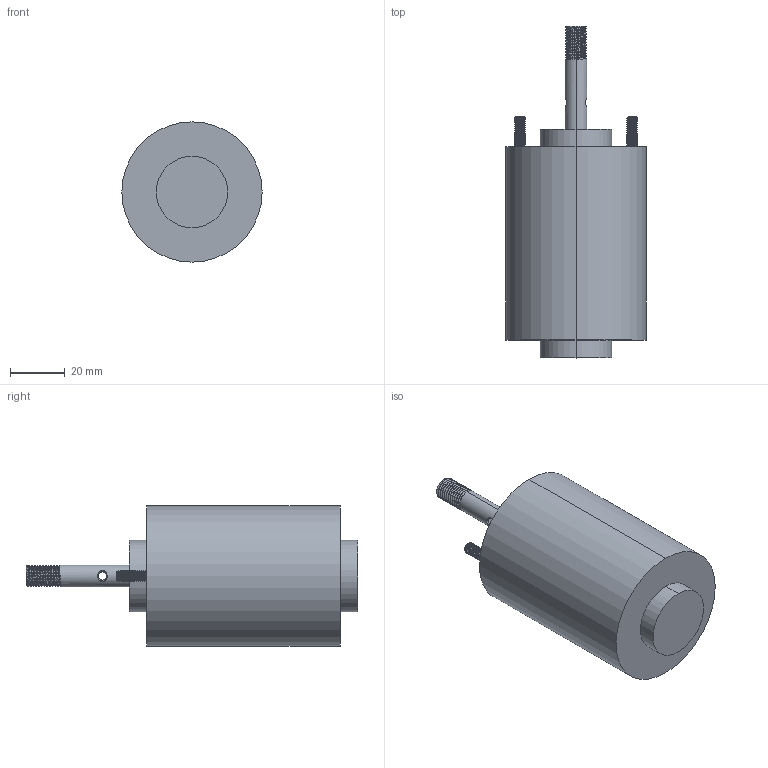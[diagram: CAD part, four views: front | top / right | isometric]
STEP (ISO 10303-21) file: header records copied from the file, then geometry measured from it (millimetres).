
FILE_DESCRIPTION (( 'STEP AP214' ), '1' );
FILE_NAME ('XD-3420_12V-3500RPM_Motor.STEP', '2021-09-29T16:57:37', ( '' ), ( '' ), 'SwSTEP 2.0', 'SolidWorks 2021', '' );
FILE_SCHEMA (( 'AUTOMOTIVE_DESIGN' ));
Length unit declared in the file: millimetre
Products named in the file (1): XD-3420_12V-3500RPM_Motor
Bounding box: 51 x 120.76 x 51 mm (x, y, z)
Volume: 152449.8 mm3; surface area: 17934 mm2
Topology: 1 solids, 1 shells, 127 faces, 354 edges, 234 vertices
Faces by surface type: cylinder 95, bspline 15, plane 10, cone 7
Entity records: 17767 total; most frequent: CARTESIAN_POINT 15063, ORIENTED_EDGE 708, DIRECTION 386, EDGE_CURVE 354, VERTEX_POINT 234, AXIS2_PLACEMENT_3D 143, EDGE_LOOP 134, FACE_OUTER_BOUND 127
